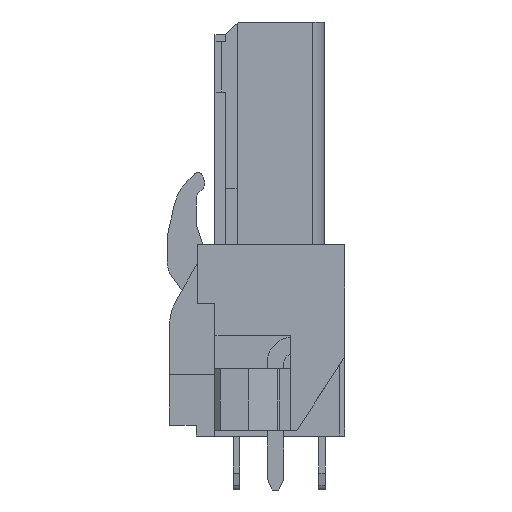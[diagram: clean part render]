
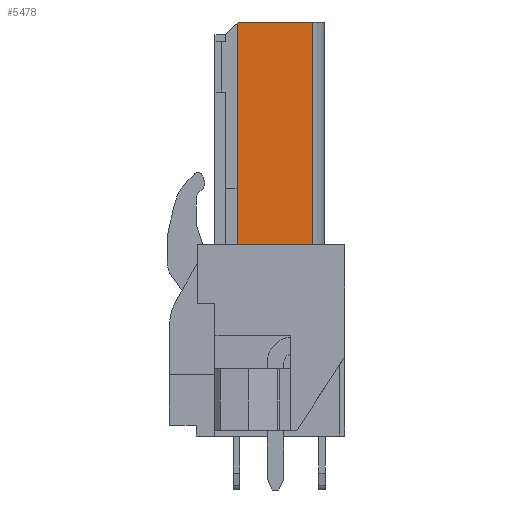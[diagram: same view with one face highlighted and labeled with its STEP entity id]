
A CAD part, left-side view. The second image highlights one B-rep face of the part: STEP entity #5478.
In plain terms, the highlighted planar face has unit normal (-1, 0, 0).
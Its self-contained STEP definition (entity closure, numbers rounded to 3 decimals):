
#5450=AXIS2_PLACEMENT_3D('Plane Axis2P3D',#5447,#5448,#5449) ;
#2071=CARTESIAN_POINT('Line Origine',(5.7,4.155,14.54)) ;
#2075=CARTESIAN_POINT('Vertex',(5.7,6.39,14.54)) ;
#2077=CARTESIAN_POINT('Vertex',(5.7,1.92,14.54)) ;
#5432=CARTESIAN_POINT('Vertex',(5.7,1.92,27.74)) ;
#5435=CARTESIAN_POINT('Line Origine',(5.7,1.92,21.14)) ;
#5447=CARTESIAN_POINT('Axis2P3D Location',(5.7,6.39,27.74)) ;
#5452=CARTESIAN_POINT('Line Origine',(5.7,6.355,27.705)) ;
#5456=CARTESIAN_POINT('Vertex',(5.7,6.39,27.67)) ;
#5458=CARTESIAN_POINT('Vertex',(5.7,6.32,27.74)) ;
#5461=CARTESIAN_POINT('Line Origine',(5.7,6.39,21.105)) ;
#5466=CARTESIAN_POINT('Line Origine',(5.7,4.12,27.74)) ;
#2072=DIRECTION('Vector Direction',(0.,-1.,0.)) ;
#5436=DIRECTION('Vector Direction',(0.,0.,-1.)) ;
#5448=DIRECTION('Axis2P3D Direction',(1.,0.,0.)) ;
#5449=DIRECTION('Axis2P3D XDirection',(0.,-1.,0.)) ;
#5453=DIRECTION('Vector Direction',(0.,0.707,-0.707)) ;
#5462=DIRECTION('Vector Direction',(0.,0.,-1.)) ;
#5467=DIRECTION('Vector Direction',(0.,-1.,0.)) ;
#2073=VECTOR('Line Direction',#2072,1.) ;
#5437=VECTOR('Line Direction',#5436,1.) ;
#5454=VECTOR('Line Direction',#5453,1.) ;
#5463=VECTOR('Line Direction',#5462,1.) ;
#5468=VECTOR('Line Direction',#5467,1.) ;
#5472=ORIENTED_EDGE('',*,*,#5460,.F.) ;
#5473=ORIENTED_EDGE('',*,*,#5465,.T.) ;
#5474=ORIENTED_EDGE('',*,*,#2079,.T.) ;
#5475=ORIENTED_EDGE('',*,*,#5439,.F.) ;
#5476=ORIENTED_EDGE('',*,*,#5470,.F.) ;
#5478=ADVANCED_FACE('PartBody',(#5477),#5451,.F.) ;
#2079=EDGE_CURVE('',#2076,#2078,#2074,.T.) ;
#5439=EDGE_CURVE('',#5433,#2078,#5438,.T.) ;
#5460=EDGE_CURVE('',#5457,#5459,#5455,.F.) ;
#5465=EDGE_CURVE('',#5457,#2076,#5464,.T.) ;
#5470=EDGE_CURVE('',#5459,#5433,#5469,.T.) ;
#5471=EDGE_LOOP('',(#5472,#5473,#5474,#5475,#5476)) ;
#5477=FACE_OUTER_BOUND('',#5471,.T.) ;
#2074=LINE('Line',#2071,#2073) ;
#5438=LINE('Line',#5435,#5437) ;
#5455=LINE('Line',#5452,#5454) ;
#5464=LINE('Line',#5461,#5463) ;
#5469=LINE('Line',#5466,#5468) ;
#5451=PLANE('',#5450) ;
#2076=VERTEX_POINT('',#2075) ;
#2078=VERTEX_POINT('',#2077) ;
#5433=VERTEX_POINT('',#5432) ;
#5457=VERTEX_POINT('',#5456) ;
#5459=VERTEX_POINT('',#5458) ;
